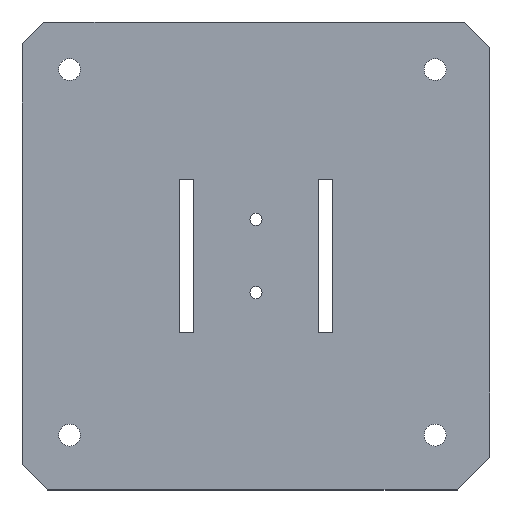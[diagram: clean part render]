
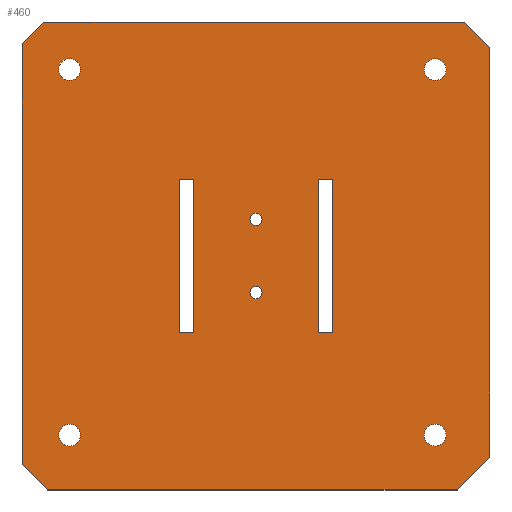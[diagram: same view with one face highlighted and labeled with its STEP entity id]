
A CAD part, top view. The second image highlights one B-rep face of the part: STEP entity #460.
In plain terms, the highlighted planar face has unit normal (0, 0, 1).
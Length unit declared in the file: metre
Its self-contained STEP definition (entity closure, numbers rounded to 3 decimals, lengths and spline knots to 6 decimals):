
#18=LINE('',#669,#66);
#19=LINE('',#672,#67);
#20=LINE('',#674,#68);
#21=LINE('',#676,#69);
#22=LINE('',#678,#70);
#23=LINE('',#680,#71);
#24=LINE('',#682,#72);
#25=LINE('',#684,#73);
#26=LINE('',#685,#74);
#27=LINE('',#688,#75);
#28=LINE('',#690,#76);
#29=LINE('',#692,#77);
#30=LINE('',#693,#78);
#31=LINE('',#696,#79);
#32=LINE('',#698,#80);
#33=LINE('',#700,#81);
#66=VECTOR('',#549,1.);
#67=VECTOR('',#550,1.);
#68=VECTOR('',#551,1.);
#69=VECTOR('',#552,1.);
#70=VECTOR('',#553,1.);
#71=VECTOR('',#554,1.);
#72=VECTOR('',#555,1.);
#73=VECTOR('',#556,1.);
#74=VECTOR('',#557,1.);
#75=VECTOR('',#558,1.);
#76=VECTOR('',#559,1.);
#77=VECTOR('',#560,1.);
#78=VECTOR('',#561,1.);
#79=VECTOR('',#562,1.);
#80=VECTOR('',#563,1.);
#81=VECTOR('',#564,1.);
#114=ORIENTED_EDGE('',*,*,#234,.T.);
#115=ORIENTED_EDGE('',*,*,#235,.T.);
#116=ORIENTED_EDGE('',*,*,#236,.F.);
#117=ORIENTED_EDGE('',*,*,#237,.F.);
#118=ORIENTED_EDGE('',*,*,#238,.F.);
#119=ORIENTED_EDGE('',*,*,#239,.F.);
#120=ORIENTED_EDGE('',*,*,#240,.T.);
#121=ORIENTED_EDGE('',*,*,#241,.T.);
#122=ORIENTED_EDGE('',*,*,#242,.F.);
#123=ORIENTED_EDGE('',*,*,#243,.T.);
#124=ORIENTED_EDGE('',*,*,#244,.F.);
#125=ORIENTED_EDGE('',*,*,#245,.T.);
#126=ORIENTED_EDGE('',*,*,#246,.T.);
#127=ORIENTED_EDGE('',*,*,#247,.T.);
#128=ORIENTED_EDGE('',*,*,#248,.F.);
#129=ORIENTED_EDGE('',*,*,#249,.T.);
#130=ORIENTED_EDGE('',*,*,#250,.T.);
#131=ORIENTED_EDGE('',*,*,#251,.F.);
#132=ORIENTED_EDGE('',*,*,#252,.F.);
#133=ORIENTED_EDGE('',*,*,#253,.T.);
#134=ORIENTED_EDGE('',*,*,#254,.T.);
#135=ORIENTED_EDGE('',*,*,#255,.F.);
#234=EDGE_CURVE('',#294,#294,#338,.T.);
#235=EDGE_CURVE('',#295,#295,#339,.T.);
#236=EDGE_CURVE('',#296,#296,#340,.T.);
#237=EDGE_CURVE('',#297,#297,#341,.T.);
#238=EDGE_CURVE('',#298,#298,#342,.T.);
#239=EDGE_CURVE('',#299,#299,#343,.T.);
#240=EDGE_CURVE('',#300,#301,#18,.T.);
#241=EDGE_CURVE('',#301,#302,#19,.T.);
#242=EDGE_CURVE('',#303,#302,#20,.T.);
#243=EDGE_CURVE('',#303,#304,#21,.F.);
#244=EDGE_CURVE('',#305,#304,#22,.T.);
#245=EDGE_CURVE('',#305,#306,#23,.T.);
#246=EDGE_CURVE('',#306,#307,#24,.T.);
#247=EDGE_CURVE('',#307,#300,#25,.F.);
#248=EDGE_CURVE('',#308,#309,#26,.T.);
#249=EDGE_CURVE('',#308,#310,#27,.T.);
#250=EDGE_CURVE('',#310,#311,#28,.T.);
#251=EDGE_CURVE('',#309,#311,#29,.T.);
#252=EDGE_CURVE('',#312,#313,#30,.T.);
#253=EDGE_CURVE('',#312,#314,#31,.T.);
#254=EDGE_CURVE('',#314,#315,#32,.T.);
#255=EDGE_CURVE('',#313,#315,#33,.T.);
#294=VERTEX_POINT('',#658);
#295=VERTEX_POINT('',#660);
#296=VERTEX_POINT('',#662);
#297=VERTEX_POINT('',#664);
#298=VERTEX_POINT('',#666);
#299=VERTEX_POINT('',#668);
#300=VERTEX_POINT('',#670);
#301=VERTEX_POINT('',#671);
#302=VERTEX_POINT('',#673);
#303=VERTEX_POINT('',#675);
#304=VERTEX_POINT('',#677);
#305=VERTEX_POINT('',#679);
#306=VERTEX_POINT('',#681);
#307=VERTEX_POINT('',#683);
#308=VERTEX_POINT('',#686);
#309=VERTEX_POINT('',#687);
#310=VERTEX_POINT('',#689);
#311=VERTEX_POINT('',#691);
#312=VERTEX_POINT('',#694);
#313=VERTEX_POINT('',#695);
#314=VERTEX_POINT('',#697);
#315=VERTEX_POINT('',#699);
#338=CIRCLE('',#498,0.00165);
#339=CIRCLE('',#499,0.00165);
#340=CIRCLE('',#500,0.003);
#341=CIRCLE('',#501,0.003);
#342=CIRCLE('',#502,0.003);
#343=CIRCLE('',#503,0.003);
#350=EDGE_LOOP('',(#114));
#351=EDGE_LOOP('',(#115));
#352=EDGE_LOOP('',(#116));
#353=EDGE_LOOP('',(#117));
#354=EDGE_LOOP('',(#118));
#355=EDGE_LOOP('',(#119));
#356=EDGE_LOOP('',(#120,#121,#122,#123,#124,#125,#126,#127));
#357=EDGE_LOOP('',(#128,#129,#130,#131));
#358=EDGE_LOOP('',(#132,#133,#134,#135));
#396=FACE_BOUND('',#350,.T.);
#397=FACE_BOUND('',#351,.T.);
#398=FACE_BOUND('',#352,.T.);
#399=FACE_BOUND('',#353,.T.);
#400=FACE_BOUND('',#354,.T.);
#401=FACE_BOUND('',#355,.T.);
#402=FACE_BOUND('',#356,.T.);
#403=FACE_BOUND('',#357,.T.);
#404=FACE_BOUND('',#358,.T.);
#442=PLANE('',#497);
#460=ADVANCED_FACE('',(#396,#397,#398,#399,#400,#401,#402,#403,#404),#442,
 .T.);
#497=AXIS2_PLACEMENT_3D('',#656,#535,#536);
#498=AXIS2_PLACEMENT_3D('',#657,#537,#538);
#499=AXIS2_PLACEMENT_3D('',#659,#539,#540);
#500=AXIS2_PLACEMENT_3D('',#661,#541,#542);
#501=AXIS2_PLACEMENT_3D('',#663,#543,#544);
#502=AXIS2_PLACEMENT_3D('',#665,#545,#546);
#503=AXIS2_PLACEMENT_3D('',#667,#547,#548);
#535=DIRECTION('',(0.,0.,1.));
#536=DIRECTION('',(1.,0.,0.));
#537=DIRECTION('',(0.,0.,-1.));
#538=DIRECTION('',(-1.,0.,0.));
#539=DIRECTION('',(0.,0.,-1.));
#540=DIRECTION('',(-1.,0.,0.));
#541=DIRECTION('',(0.,0.,1.));
#542=DIRECTION('',(1.,0.,0.));
#543=DIRECTION('',(0.,0.,1.));
#544=DIRECTION('',(1.,0.,0.));
#545=DIRECTION('',(0.,0.,1.));
#546=DIRECTION('',(1.,0.,0.));
#547=DIRECTION('',(0.,0.,1.));
#548=DIRECTION('',(1.,0.,0.));
#549=DIRECTION('',(-1.,0.,0.));
#550=DIRECTION('',(-0.707,-0.707,0.));
#551=DIRECTION('',(0.,1.,0.));
#552=DIRECTION('',(-0.707,0.707,0.));
#553=DIRECTION('',(-1.,0.,0.));
#554=DIRECTION('',(0.707,0.707,0.));
#555=DIRECTION('',(0.,1.,0.));
#556=DIRECTION('',(0.707,-0.707,0.));
#557=DIRECTION('',(1.,0.,0.));
#558=DIRECTION('',(0.,1.,0.));
#559=DIRECTION('',(1.,0.,0.));
#560=DIRECTION('',(0.,1.,0.));
#561=DIRECTION('',(0.,1.,0.));
#562=DIRECTION('',(-1.,0.,0.));
#563=DIRECTION('',(0.,1.,0.));
#564=DIRECTION('',(-1.,0.,0.));
#656=CARTESIAN_POINT('',(0.,0.,0.003));
#657=CARTESIAN_POINT('',(0.,-0.01,0.003));
#658=CARTESIAN_POINT('',(-0.00165,-0.01,0.003));
#659=CARTESIAN_POINT('',(0.,0.01,0.003));
#660=CARTESIAN_POINT('',(-0.00165,0.01,0.003));
#661=CARTESIAN_POINT('',(-0.051,0.051,0.003));
#662=CARTESIAN_POINT('',(-0.048,0.051,0.003));
#663=CARTESIAN_POINT('',(0.049,0.051,0.003));
#664=CARTESIAN_POINT('',(0.052,0.051,0.003));
#665=CARTESIAN_POINT('',(-0.051,-0.049,0.003));
#666=CARTESIAN_POINT('',(-0.048,-0.049,0.003));
#667=CARTESIAN_POINT('',(0.049,-0.049,0.003));
#668=CARTESIAN_POINT('',(0.052,-0.049,0.003));
#669=CARTESIAN_POINT('',(0.,0.064,0.003));
#670=CARTESIAN_POINT('',(0.057,0.064,0.003));
#671=CARTESIAN_POINT('',(-0.058,0.064,0.003));
#672=CARTESIAN_POINT('',(-0.061,0.061,0.003));
#673=CARTESIAN_POINT('',(-0.064,0.058,0.003));
#674=CARTESIAN_POINT('',(-0.064,0.,0.003));
#675=CARTESIAN_POINT('',(-0.064,-0.057,0.003));
#676=CARTESIAN_POINT('',(-0.0605,-0.0605,0.003));
#677=CARTESIAN_POINT('',(-0.057,-0.064,0.003));
#678=CARTESIAN_POINT('',(0.,-0.064,0.003));
#679=CARTESIAN_POINT('',(0.055,-0.064,0.003));
#680=CARTESIAN_POINT('',(0.0595,-0.0595,0.003));
#681=CARTESIAN_POINT('',(0.064,-0.055,0.003));
#682=CARTESIAN_POINT('',(0.064,0.,0.003));
#683=CARTESIAN_POINT('',(0.064,0.057,0.003));
#684=CARTESIAN_POINT('',(0.0605,0.0605,0.003));
#685=CARTESIAN_POINT('',(-0.019,-0.021,0.003));
#686=CARTESIAN_POINT('',(-0.021,-0.021,0.003));
#687=CARTESIAN_POINT('',(-0.017,-0.021,0.003));
#688=CARTESIAN_POINT('',(-0.021,0.,0.003));
#689=CARTESIAN_POINT('',(-0.021,0.021,0.003));
#690=CARTESIAN_POINT('',(-0.019,0.021,0.003));
#691=CARTESIAN_POINT('',(-0.017,0.021,0.003));
#692=CARTESIAN_POINT('',(-0.017,0.,0.003));
#693=CARTESIAN_POINT('',(0.021,0.,0.003));
#694=CARTESIAN_POINT('',(0.021,-0.021,0.003));
#695=CARTESIAN_POINT('',(0.021,0.021,0.003));
#696=CARTESIAN_POINT('',(0.019,-0.021,0.003));
#697=CARTESIAN_POINT('',(0.017,-0.021,0.003));
#698=CARTESIAN_POINT('',(0.017,0.,0.003));
#699=CARTESIAN_POINT('',(0.017,0.021,0.003));
#700=CARTESIAN_POINT('',(0.019,0.021,0.003));
